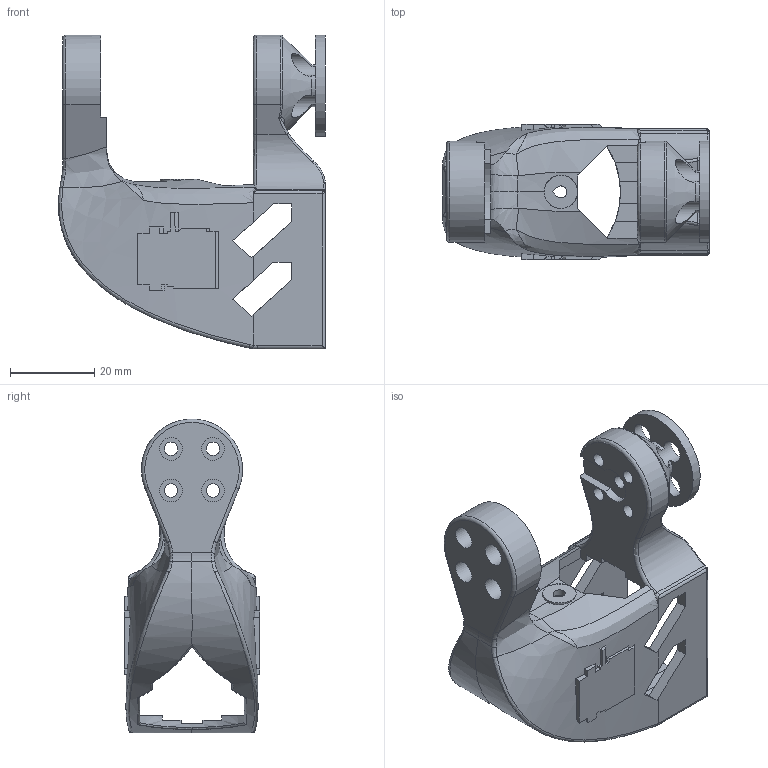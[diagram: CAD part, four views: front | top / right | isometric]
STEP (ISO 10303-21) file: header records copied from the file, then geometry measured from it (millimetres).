
FILE_DESCRIPTION(/* description */ ('','CAx-IF Rec.Pracs.---Representation and Presentation of Product Manufacturing Information (PMI)---4.0---2014-10-13'),/* implementation_level */ '2;1');
FILE_NAME(/* name */ 'Wrist_Roll_Pitch_08i v1.step',/* time_stamp */ '2025-01-27T14:27:06+01:00',/* author */ (''),/* organization */ (''),/* preprocessor_version */ 'ST-DEVELOPER v20',/* originating_system */ 'Autodesk Translation Framework v13.20.0.188',/* authorisation */ '');
FILE_SCHEMA (('AP242_MANAGED_MODEL_BASED_3D_ENGINEERING_MIM_LF { 1 0 10303 442 1 1 4 }'));
Length unit declared in the file: millimetre
Products named in the file (1): Wrist_Roll_Pitch_08i
Bounding box: 63.24 x 32 x 74.4 mm (x, y, z)
Volume: 30472.2 mm3; surface area: 18693.1 mm2
Topology: 1 solids, 1 shells, 283 faces, 800 edges, 509 vertices
Faces by surface type: plane 147, bspline 67, cylinder 53, torus 10, cone 6
Full cylindrical faces by diameter (mm): 3.2 x9, 5.4 x8, 7.904 x1, 24 x1
Entity records: 14001 total; most frequent: CARTESIAN_POINT 7107, ORIENTED_EDGE 1592, DIRECTION 1207, EDGE_CURVE 796, VERTEX_POINT 509, AXIS2_PLACEMENT_3D 409, LINE 389, VECTOR 389
